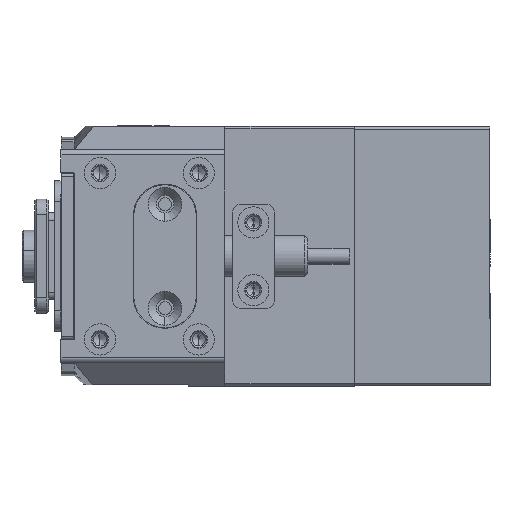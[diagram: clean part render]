
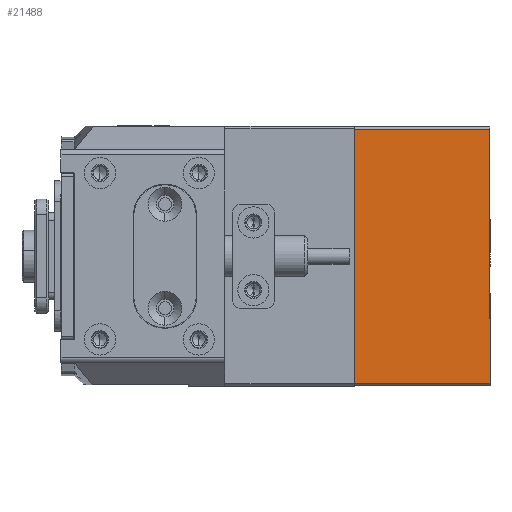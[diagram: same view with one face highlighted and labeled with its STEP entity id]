
A CAD part, left-side view. The second image highlights one B-rep face of the part: STEP entity #21488.
In plain terms, the highlighted planar face has unit normal (-1, 0, 0).
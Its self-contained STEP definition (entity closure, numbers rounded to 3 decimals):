
#1702 = CARTESIAN_POINT ( 'NONE',  ( -40.5, -24.4, 0. ) ) ;
#3153 = CARTESIAN_POINT ( 'NONE',  ( -40.5, 24.9, 0. ) ) ;
#3493 = CARTESIAN_POINT ( 'NONE',  ( -40.5, 24.4, -26. ) ) ;
#3670 = DIRECTION ( 'NONE',  ( 0., 0., -1. ) ) ;
#4205 = VECTOR ( 'NONE', #3670, 1000. ) ;
#4565 = CARTESIAN_POINT ( 'NONE',  ( -40.5, 24.4, -26. ) ) ;
#9445 = EDGE_CURVE ( 'NONE', #18085, #19261, #31256, .T. ) ;
#10633 = DIRECTION ( 'NONE',  ( 0., 1., 0. ) ) ;
#11047 = EDGE_CURVE ( 'NONE', #47809, #18817, #36191, .T. ) ;
#14087 = CARTESIAN_POINT ( 'NONE',  ( -40.5, 24.9, -26. ) ) ;
#17239 = EDGE_CURVE ( 'NONE', #19261, #47809, #51673, .T. ) ;
#18085 = VERTEX_POINT ( 'NONE', #35996 ) ;
#18146 = CARTESIAN_POINT ( 'NONE',  ( -40.5, 24.9, -26. ) ) ;
#18220 = DIRECTION ( 'NONE',  ( 0., 0., 1. ) ) ;
#18674 = LINE ( 'NONE', #18146, #38688 ) ;
#18817 = VERTEX_POINT ( 'NONE', #4565 ) ;
#19261 = VERTEX_POINT ( 'NONE', #1702 ) ;
#21488 = ADVANCED_FACE ( 'NONE', ( #30310 ), #38086, .F. ) ;
#22636 = DIRECTION ( 'NONE',  ( 0., 1., 0. ) ) ;
#23151 = VECTOR ( 'NONE', #18220, 1000. ) ;
#26277 = EDGE_CURVE ( 'NONE', #18085, #18817, #18674, .T. ) ;
#30231 = DIRECTION ( 'NONE',  ( 1., 0., 0. ) ) ;
#30310 = FACE_OUTER_BOUND ( 'NONE', #36751, .T. ) ;
#31256 = LINE ( 'NONE', #37981, #23151 ) ;
#32447 = ORIENTED_EDGE ( 'NONE', *, *, #11047, .T. ) ;
#33521 = ORIENTED_EDGE ( 'NONE', *, *, #26277, .F. ) ;
#35996 = CARTESIAN_POINT ( 'NONE',  ( -40.5, -24.4, -26. ) ) ;
#36191 = LINE ( 'NONE', #3493, #4205 ) ;
#36751 = EDGE_LOOP ( 'NONE', ( #38365, #32447, #33521, #38150 ) ) ;
#37981 = CARTESIAN_POINT ( 'NONE',  ( -40.5, -24.4, -26. ) ) ;
#38086 = PLANE ( 'NONE',  #42686 ) ;
#38150 = ORIENTED_EDGE ( 'NONE', *, *, #9445, .T. ) ;
#38365 = ORIENTED_EDGE ( 'NONE', *, *, #17239, .T. ) ;
#38688 = VECTOR ( 'NONE', #10633, 1000. ) ;
#42474 = DIRECTION ( 'NONE',  ( 0., 0., -1. ) ) ;
#42686 = AXIS2_PLACEMENT_3D ( 'NONE', #14087, #30231, #42474 ) ;
#45222 = CARTESIAN_POINT ( 'NONE',  ( -40.5, 24.4, 0. ) ) ;
#46676 = VECTOR ( 'NONE', #22636, 1000. ) ;
#47809 = VERTEX_POINT ( 'NONE', #45222 ) ;
#51673 = LINE ( 'NONE', #3153, #46676 ) ;
